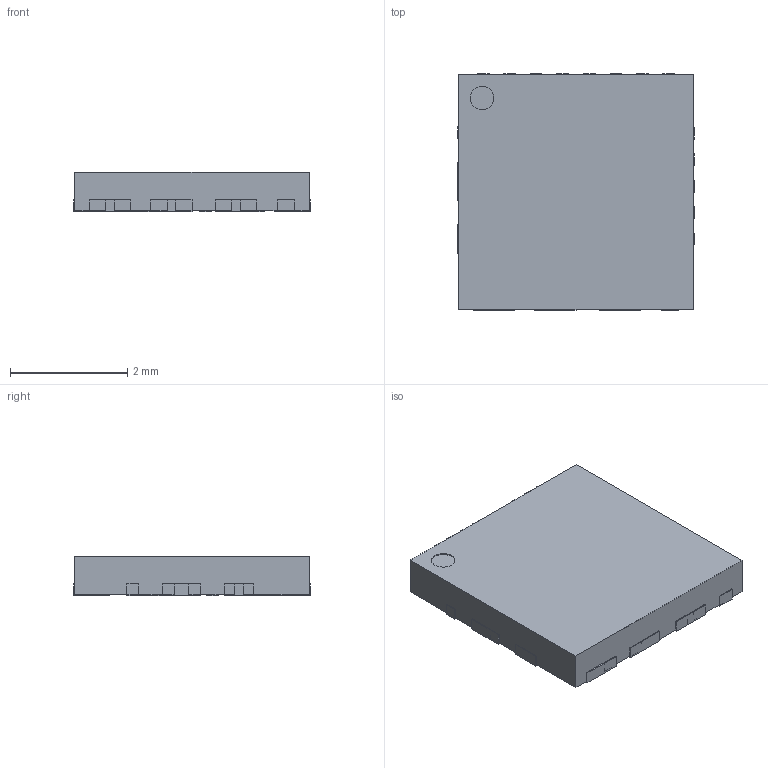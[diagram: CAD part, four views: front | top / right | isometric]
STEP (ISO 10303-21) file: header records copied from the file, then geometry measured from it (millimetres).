
FILE_DESCRIPTION(/* description */ (''),/* implementation_level */ '2;1');
FILE_NAME(/* name */ 'QFN-20_4x4_P0.45mm.step',/* time_stamp */ '2022-11-08T23:37:27+01:00',/* author */ (''),/* organization */ (''),/* preprocessor_version */ 'ST-DEVELOPER v19.2',/* originating_system */ 'Autodesk Translation Framework v11.17.0.187',/* authorisation */ '');
FILE_SCHEMA (('AUTOMOTIVE_DESIGN { 1 0 10303 214 3 1 1 }'));
Products named in the file (1): (Unsaved)
Bounding box: 4.03 x 4.03 x 0.68 mm (x, y, z)
Volume: 10.6 mm3; surface area: 84.4 mm2
Topology: 9 solids, 9 shells, 3530 faces, 5813 edges, 1596 vertices
Faces by surface type: plane 3530
Entity records: 72896 total; most frequent: DIRECTION 12875, ORIENTED_EDGE 11626, CARTESIAN_POINT 10940, LINE 5813, VECTOR 5813, EDGE_CURVE 5813, EDGE_LOOP 3531, AXIS2_PLACEMENT_3D 3531
